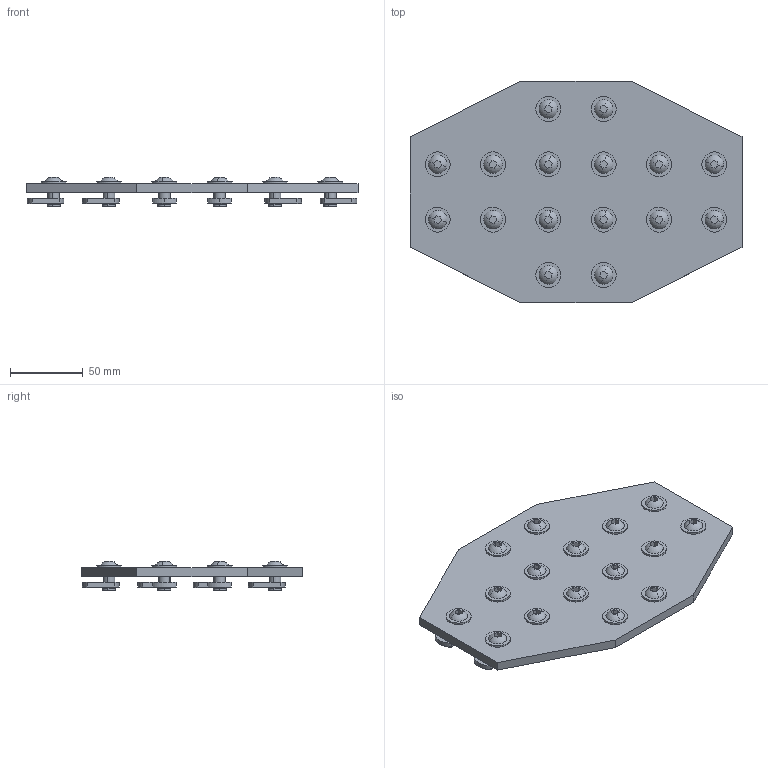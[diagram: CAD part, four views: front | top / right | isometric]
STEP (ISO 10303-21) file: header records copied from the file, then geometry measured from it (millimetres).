
FILE_DESCRIPTION (( 'STEP AP203' ), '1' );
FILE_NAME ('653200.SLDASM.step', '2003-10-13T11:30:18', ( 'Jerry Winters' ), ( 'GoEngineer' ), 'SwSTEP 2.0', 'SolidWorks 2003174', '' );
FILE_SCHEMA (( 'CONFIG_CONTROL_DESIGN' ));
Length unit declared in the file: inch
Products named in the file (5): 653200.SLDASM; Joining Plate (Cross)_653200; 651129; 651097; FBHSCS_651134
Assembly tree (19 placements, depth 3):
  653200.SLDASM
    651129  x16
      FBHSCS_651134
      651097
    Joining Plate (Cross)_653200
Bounding box: 228.6 x 152.4 x 20.27 mm (x, y, z)
Volume: 218439.7 mm3; surface area: 96899.2 mm2
Topology: 33 solids, 33 shells, 602 faces, 1320 edges, 832 vertices
Faces by surface type: plane 250, cylinder 240, torus 80, sphere 32
Entity records: 3458 total; most frequent: DIRECTION 495, CARTESIAN_POINT 442, ORIENTED_EDGE 390, AXIS2_PLACEMENT_3D 204, EDGE_CURVE 195, VERTEX_POINT 127, EDGE_LOOP 114, CIRCLE 104
